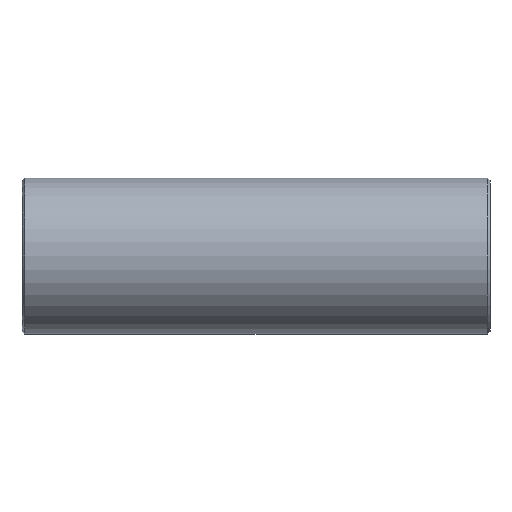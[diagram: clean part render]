
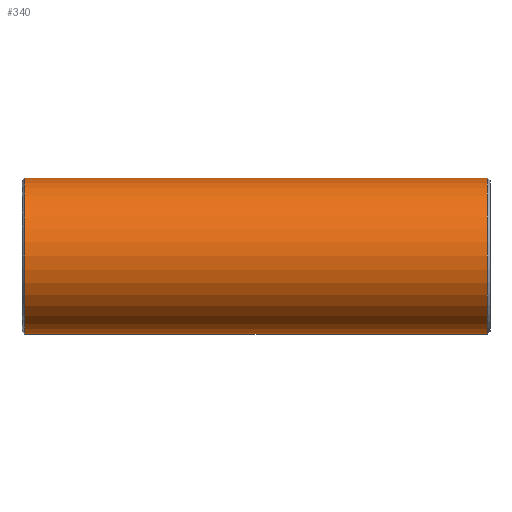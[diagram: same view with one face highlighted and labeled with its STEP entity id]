
A CAD part, front view. The second image highlights one B-rep face of the part: STEP entity #340.
In plain terms, the highlighted cylindrical face has radius 44.45 mm (diameter 88.9 mm), a partial arc.
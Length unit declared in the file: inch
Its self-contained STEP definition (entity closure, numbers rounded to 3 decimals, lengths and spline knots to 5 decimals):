
#24 = DIRECTION ( 'NONE',  ( 0., 0., 1. ) ) ;
#27 = EDGE_CURVE ( 'NONE', #342, #303, #202, .T. ) ;
#43 = DIRECTION ( 'NONE',  ( -1., 0., 0. ) ) ;
#56 = CARTESIAN_POINT ( 'NONE',  ( 5.25, 0., 1.75 ) ) ;
#58 = CARTESIAN_POINT ( 'NONE',  ( -5.18733, 0., 0. ) ) ;
#73 = DIRECTION ( 'NONE',  ( -1., 0., 0. ) ) ;
#81 = VERTEX_POINT ( 'NONE', #233 ) ;
#93 = AXIS2_PLACEMENT_3D ( 'NONE', #526, #234, #487 ) ;
#102 = LINE ( 'NONE', #433, #553 ) ;
#105 = DIRECTION ( 'NONE',  ( 1., 0., 0. ) ) ;
#116 = DIRECTION ( 'NONE',  ( 0., 0., 1. ) ) ;
#120 = CIRCLE ( 'NONE', #561, 1.75 ) ;
#122 = AXIS2_PLACEMENT_3D ( 'NONE', #336, #73, #116 ) ;
#140 = ORIENTED_EDGE ( 'NONE', *, *, #482, .T. ) ;
#151 = EDGE_CURVE ( 'NONE', #512, #303, #120, .T. ) ;
#160 = CYLINDRICAL_SURFACE ( 'NONE', #122, 1.75 ) ;
#174 = CARTESIAN_POINT ( 'NONE',  ( 5.18733, 0., 1.75 ) ) ;
#181 = LINE ( 'NONE', #345, #519 ) ;
#182 = ORIENTED_EDGE ( 'NONE', *, *, #504, .T. ) ;
#190 = ORIENTED_EDGE ( 'NONE', *, *, #418, .T. ) ;
#202 = LINE ( 'NONE', #320, #216 ) ;
#216 = VECTOR ( 'NONE', #434, 39.37008 ) ;
#233 = CARTESIAN_POINT ( 'NONE',  ( 5.18733, 0., -1.75 ) ) ;
#234 = DIRECTION ( 'NONE',  ( -1., 0., 0. ) ) ;
#243 = VERTEX_POINT ( 'NONE', #174 ) ;
#259 = ORIENTED_EDGE ( 'NONE', *, *, #329, .F. ) ;
#295 = FACE_OUTER_BOUND ( 'NONE', #402, .T. ) ;
#303 = VERTEX_POINT ( 'NONE', #552 ) ;
#320 = CARTESIAN_POINT ( 'NONE',  ( 5.25, 0., -1.75 ) ) ;
#329 = EDGE_CURVE ( 'NONE', #81, #342, #181, .T. ) ;
#336 = CARTESIAN_POINT ( 'NONE',  ( 5.25, 0., 0. ) ) ;
#340 = ADVANCED_FACE ( 'NONE', ( #295 ), #160, .T. ) ;
#342 = VERTEX_POINT ( 'NONE', #510 ) ;
#345 = CARTESIAN_POINT ( 'NONE',  ( 5.25, 0., -1.75 ) ) ;
#353 = ORIENTED_EDGE ( 'NONE', *, *, #27, .F. ) ;
#401 = VECTOR ( 'NONE', #445, 39.37008 ) ;
#402 = EDGE_LOOP ( 'NONE', ( #259, #182, #190, #140, #471, #353 ) ) ;
#418 = EDGE_CURVE ( 'NONE', #243, #539, #102, .T. ) ;
#433 = CARTESIAN_POINT ( 'NONE',  ( 5.25, 0., 1.75 ) ) ;
#434 = DIRECTION ( 'NONE',  ( -1., 0., 0. ) ) ;
#445 = DIRECTION ( 'NONE',  ( -1., 0., 0. ) ) ;
#471 = ORIENTED_EDGE ( 'NONE', *, *, #151, .T. ) ;
#476 = LINE ( 'NONE', #56, #401 ) ;
#481 = CARTESIAN_POINT ( 'NONE',  ( -5.18733, 0., 1.75 ) ) ;
#482 = EDGE_CURVE ( 'NONE', #539, #512, #476, .T. ) ;
#483 = CARTESIAN_POINT ( 'NONE',  ( 0., 0., 1.75 ) ) ;
#487 = DIRECTION ( 'NONE',  ( 0., 0., -1. ) ) ;
#504 = EDGE_CURVE ( 'NONE', #81, #243, #564, .T. ) ;
#510 = CARTESIAN_POINT ( 'NONE',  ( 0., 0., -1.75 ) ) ;
#512 = VERTEX_POINT ( 'NONE', #481 ) ;
#519 = VECTOR ( 'NONE', #551, 39.37008 ) ;
#526 = CARTESIAN_POINT ( 'NONE',  ( 5.18733, 0., 0. ) ) ;
#539 = VERTEX_POINT ( 'NONE', #483 ) ;
#551 = DIRECTION ( 'NONE',  ( -1., 0., 0. ) ) ;
#552 = CARTESIAN_POINT ( 'NONE',  ( -5.18733, 0., -1.75 ) ) ;
#553 = VECTOR ( 'NONE', #43, 39.37008 ) ;
#561 = AXIS2_PLACEMENT_3D ( 'NONE', #58, #105, #24 ) ;
#564 = CIRCLE ( 'NONE', #93, 1.75 ) ;
